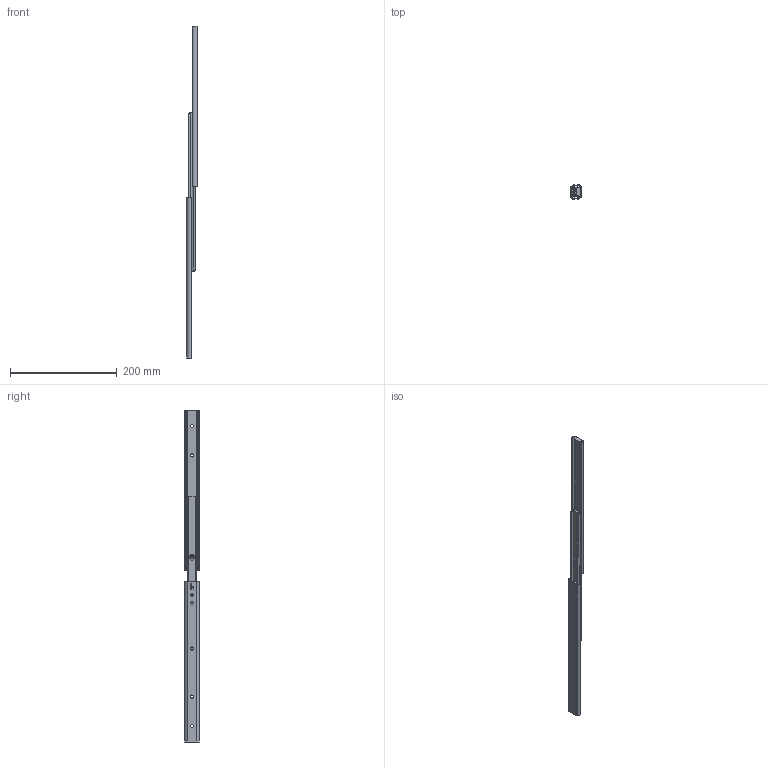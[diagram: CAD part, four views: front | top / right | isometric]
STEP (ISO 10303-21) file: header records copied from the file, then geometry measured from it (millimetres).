
FILE_DESCRIPTION (( 'STEP AP203' ), '1' );
FILE_NAME ('2731MC-300 AS.STEP', '2020-05-08T02:35:06', ( '' ), ( '' ), 'SwSTEP 2.0', 'SolidWorks 2019', '' );
FILE_SCHEMA (( 'CONFIG_CONTROL_DESIGN' ));
Length unit declared in the file: millimetre
Products named in the file (5): IM-2731MC-300; 2731MC-300 AS; SBP1015; SBP1014 ; OM-2731MC-300
Assembly tree (8 placements, depth 2):
  2731MC-300 AS
    OM-2731MC-300  x2
    SBP1014   x2
    IM-2731MC-300  x2
    SBP1015  x2
Bounding box: 19.1 x 27 x 621.48 mm (x, y, z)
Volume: 57254.2 mm3; surface area: 80374.2 mm2
Topology: 8 solids, 8 shells, 408 faces, 1134 edges, 738 vertices
Faces by surface type: plane 204, cylinder 184, torus 20
Entity records: 7422 total; most frequent: CARTESIAN_POINT 1432, DIRECTION 1138, ORIENTED_EDGE 1134, EDGE_CURVE 567, AXIS2_PLACEMENT_3D 399, VERTEX_POINT 369, LINE 340, VECTOR 340
